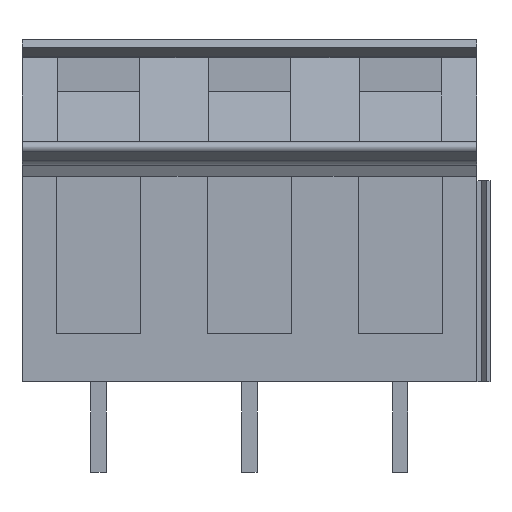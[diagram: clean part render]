
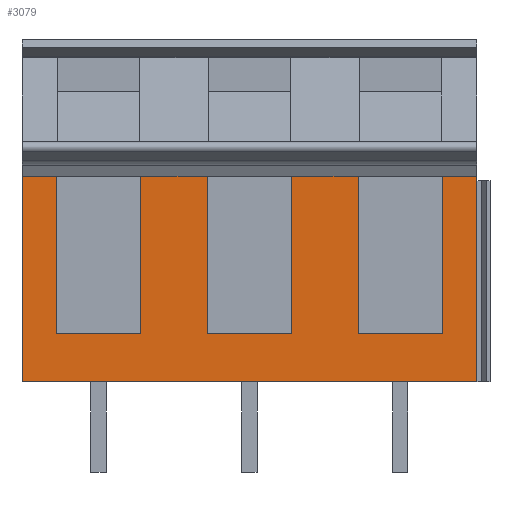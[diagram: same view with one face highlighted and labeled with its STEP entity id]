
A CAD part, front view. The second image highlights one B-rep face of the part: STEP entity #3079.
In plain terms, the highlighted planar face has unit normal (0, -1, 0).
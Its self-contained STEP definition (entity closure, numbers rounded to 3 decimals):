
#2970=AXIS2_PLACEMENT_3D('Plane Axis2P3D',#2967,#2968,#2969) ;
#1517=CARTESIAN_POINT('Vertex',(0.,0.,4.5)) ;
#1520=CARTESIAN_POINT('Line Origine',(0.,0.,9.602)) ;
#1524=CARTESIAN_POINT('Vertex',(0.,0.,14.703)) ;
#2042=CARTESIAN_POINT('Vertex',(22.6,0.,14.703)) ;
#2045=CARTESIAN_POINT('Line Origine',(22.6,0.,9.602)) ;
#2049=CARTESIAN_POINT('Vertex',(22.6,0.,4.5)) ;
#2186=CARTESIAN_POINT('Line Origine',(11.3,0.,4.5)) ;
#2967=CARTESIAN_POINT('Axis2P3D Location',(0.,0.,4.5)) ;
#2972=CARTESIAN_POINT('Line Origine',(5.9,0.,10.802)) ;
#2976=CARTESIAN_POINT('Vertex',(5.9,0.,6.9)) ;
#2978=CARTESIAN_POINT('Vertex',(5.9,0.,14.703)) ;
#2981=CARTESIAN_POINT('Line Origine',(3.8,0.,6.9)) ;
#2985=CARTESIAN_POINT('Vertex',(1.7,0.,6.9)) ;
#2988=CARTESIAN_POINT('Line Origine',(1.7,0.,10.802)) ;
#2992=CARTESIAN_POINT('Vertex',(1.7,0.,14.703)) ;
#2995=CARTESIAN_POINT('Line Origine',(0.85,0.,14.703)) ;
#3000=CARTESIAN_POINT('Line Origine',(21.75,0.,14.703)) ;
#3004=CARTESIAN_POINT('Vertex',(20.9,0.,14.703)) ;
#3007=CARTESIAN_POINT('Line Origine',(20.9,0.,10.802)) ;
#3011=CARTESIAN_POINT('Vertex',(20.9,0.,6.9)) ;
#3014=CARTESIAN_POINT('Line Origine',(18.8,0.,6.9)) ;
#3018=CARTESIAN_POINT('Vertex',(16.7,0.,6.9)) ;
#3021=CARTESIAN_POINT('Line Origine',(16.7,0.,10.802)) ;
#3025=CARTESIAN_POINT('Vertex',(16.7,0.,14.703)) ;
#3028=CARTESIAN_POINT('Line Origine',(15.05,0.,14.703)) ;
#3032=CARTESIAN_POINT('Vertex',(13.4,0.,14.703)) ;
#3035=CARTESIAN_POINT('Line Origine',(13.4,0.,10.802)) ;
#3039=CARTESIAN_POINT('Vertex',(13.4,0.,6.9)) ;
#3042=CARTESIAN_POINT('Line Origine',(11.3,0.,6.9)) ;
#3046=CARTESIAN_POINT('Vertex',(9.2,0.,6.9)) ;
#3049=CARTESIAN_POINT('Line Origine',(9.2,0.,10.802)) ;
#3053=CARTESIAN_POINT('Vertex',(9.2,0.,14.703)) ;
#3056=CARTESIAN_POINT('Line Origine',(7.55,0.,14.703)) ;
#1521=DIRECTION('Vector Direction',(0.,0.,1.)) ;
#2046=DIRECTION('Vector Direction',(0.,0.,1.)) ;
#2187=DIRECTION('Vector Direction',(1.,0.,0.)) ;
#2968=DIRECTION('Axis2P3D Direction',(0.,1.,0.)) ;
#2969=DIRECTION('Axis2P3D XDirection',(0.,0.,1.)) ;
#2973=DIRECTION('Vector Direction',(0.,0.,-1.)) ;
#2982=DIRECTION('Vector Direction',(-1.,0.,0.)) ;
#2989=DIRECTION('Vector Direction',(0.,0.,-1.)) ;
#2996=DIRECTION('Vector Direction',(1.,0.,0.)) ;
#3001=DIRECTION('Vector Direction',(1.,0.,0.)) ;
#3008=DIRECTION('Vector Direction',(0.,0.,-1.)) ;
#3015=DIRECTION('Vector Direction',(-1.,0.,0.)) ;
#3022=DIRECTION('Vector Direction',(0.,0.,-1.)) ;
#3029=DIRECTION('Vector Direction',(1.,0.,0.)) ;
#3036=DIRECTION('Vector Direction',(0.,0.,-1.)) ;
#3043=DIRECTION('Vector Direction',(-1.,0.,0.)) ;
#3050=DIRECTION('Vector Direction',(0.,0.,-1.)) ;
#3057=DIRECTION('Vector Direction',(1.,0.,0.)) ;
#1522=VECTOR('Line Direction',#1521,1.) ;
#2047=VECTOR('Line Direction',#2046,1.) ;
#2188=VECTOR('Line Direction',#2187,1.) ;
#2974=VECTOR('Line Direction',#2973,1.) ;
#2983=VECTOR('Line Direction',#2982,1.) ;
#2990=VECTOR('Line Direction',#2989,1.) ;
#2997=VECTOR('Line Direction',#2996,1.) ;
#3002=VECTOR('Line Direction',#3001,1.) ;
#3009=VECTOR('Line Direction',#3008,1.) ;
#3016=VECTOR('Line Direction',#3015,1.) ;
#3023=VECTOR('Line Direction',#3022,1.) ;
#3030=VECTOR('Line Direction',#3029,1.) ;
#3037=VECTOR('Line Direction',#3036,1.) ;
#3044=VECTOR('Line Direction',#3043,1.) ;
#3051=VECTOR('Line Direction',#3050,1.) ;
#3058=VECTOR('Line Direction',#3057,1.) ;
#3062=ORIENTED_EDGE('',*,*,#2980,.F.) ;
#3063=ORIENTED_EDGE('',*,*,#2987,.F.) ;
#3064=ORIENTED_EDGE('',*,*,#2994,.F.) ;
#3065=ORIENTED_EDGE('',*,*,#2999,.F.) ;
#3066=ORIENTED_EDGE('',*,*,#1526,.F.) ;
#3067=ORIENTED_EDGE('',*,*,#2190,.T.) ;
#3068=ORIENTED_EDGE('',*,*,#2051,.T.) ;
#3069=ORIENTED_EDGE('',*,*,#3006,.F.) ;
#3070=ORIENTED_EDGE('',*,*,#3013,.F.) ;
#3071=ORIENTED_EDGE('',*,*,#3020,.F.) ;
#3072=ORIENTED_EDGE('',*,*,#3027,.F.) ;
#3073=ORIENTED_EDGE('',*,*,#3034,.F.) ;
#3074=ORIENTED_EDGE('',*,*,#3041,.F.) ;
#3075=ORIENTED_EDGE('',*,*,#3048,.F.) ;
#3076=ORIENTED_EDGE('',*,*,#3055,.F.) ;
#3077=ORIENTED_EDGE('',*,*,#3060,.F.) ;
#3079=ADVANCED_FACE('HOUSING',(#3078),#2971,.F.) ;
#1526=EDGE_CURVE('',#1518,#1525,#1523,.T.) ;
#2051=EDGE_CURVE('',#2050,#2043,#2048,.T.) ;
#2190=EDGE_CURVE('',#1518,#2050,#2189,.T.) ;
#2980=EDGE_CURVE('',#2977,#2979,#2975,.F.) ;
#2987=EDGE_CURVE('',#2986,#2977,#2984,.F.) ;
#2994=EDGE_CURVE('',#2993,#2986,#2991,.T.) ;
#2999=EDGE_CURVE('',#1525,#2993,#2998,.T.) ;
#3006=EDGE_CURVE('',#3005,#2043,#3003,.T.) ;
#3013=EDGE_CURVE('',#3012,#3005,#3010,.F.) ;
#3020=EDGE_CURVE('',#3019,#3012,#3017,.F.) ;
#3027=EDGE_CURVE('',#3026,#3019,#3024,.T.) ;
#3034=EDGE_CURVE('',#3033,#3026,#3031,.T.) ;
#3041=EDGE_CURVE('',#3040,#3033,#3038,.F.) ;
#3048=EDGE_CURVE('',#3047,#3040,#3045,.F.) ;
#3055=EDGE_CURVE('',#3054,#3047,#3052,.T.) ;
#3060=EDGE_CURVE('',#2979,#3054,#3059,.T.) ;
#3061=EDGE_LOOP('',(#3062,#3063,#3064,#3065,#3066,#3067,#3068,#3069,#3070,#3071,#3072,#3073,#3074,#3075,#3076,#3077)) ;
#3078=FACE_OUTER_BOUND('',#3061,.T.) ;
#1523=LINE('Line',#1520,#1522) ;
#2048=LINE('Line',#2045,#2047) ;
#2189=LINE('Line',#2186,#2188) ;
#2975=LINE('Line',#2972,#2974) ;
#2984=LINE('Line',#2981,#2983) ;
#2991=LINE('Line',#2988,#2990) ;
#2998=LINE('Line',#2995,#2997) ;
#3003=LINE('Line',#3000,#3002) ;
#3010=LINE('Line',#3007,#3009) ;
#3017=LINE('Line',#3014,#3016) ;
#3024=LINE('Line',#3021,#3023) ;
#3031=LINE('Line',#3028,#3030) ;
#3038=LINE('Line',#3035,#3037) ;
#3045=LINE('Line',#3042,#3044) ;
#3052=LINE('Line',#3049,#3051) ;
#3059=LINE('Line',#3056,#3058) ;
#2971=PLANE('',#2970) ;
#1518=VERTEX_POINT('',#1517) ;
#1525=VERTEX_POINT('',#1524) ;
#2043=VERTEX_POINT('',#2042) ;
#2050=VERTEX_POINT('',#2049) ;
#2977=VERTEX_POINT('',#2976) ;
#2979=VERTEX_POINT('',#2978) ;
#2986=VERTEX_POINT('',#2985) ;
#2993=VERTEX_POINT('',#2992) ;
#3005=VERTEX_POINT('',#3004) ;
#3012=VERTEX_POINT('',#3011) ;
#3019=VERTEX_POINT('',#3018) ;
#3026=VERTEX_POINT('',#3025) ;
#3033=VERTEX_POINT('',#3032) ;
#3040=VERTEX_POINT('',#3039) ;
#3047=VERTEX_POINT('',#3046) ;
#3054=VERTEX_POINT('',#3053) ;
